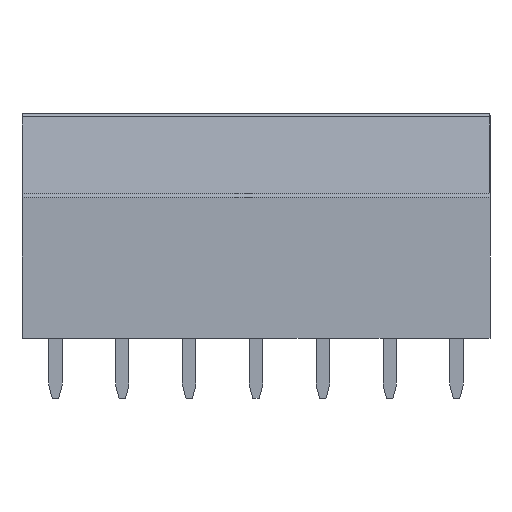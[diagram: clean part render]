
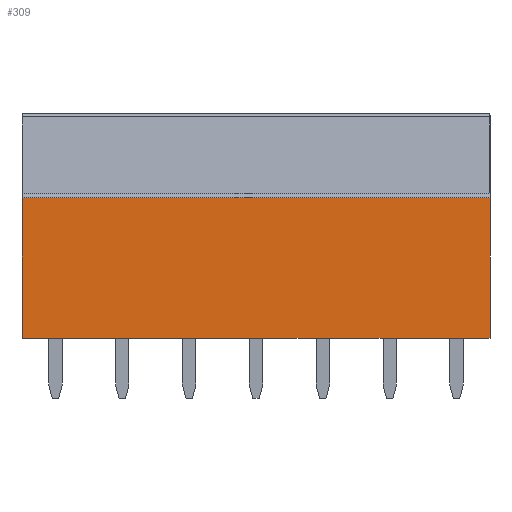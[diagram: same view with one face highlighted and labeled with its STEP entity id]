
A CAD part, front view. The second image highlights one B-rep face of the part: STEP entity #309.
In plain terms, the highlighted planar face has unit normal (0, -1, 0).
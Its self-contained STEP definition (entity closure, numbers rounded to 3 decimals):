
#309 = ADVANCED_FACE( '', ( #846 ), #847, .T. );
#846 = FACE_OUTER_BOUND( '', #1663, .T. );
#847 = PLANE( '', #1664 );
#1663 = EDGE_LOOP( '', ( #2564, #2565, #2566, #2567 ) );
#1664 = AXIS2_PLACEMENT_3D( '', #2568, #2569, #2570 );
#2564 = ORIENTED_EDGE( '', *, *, #4685, .T. );
#2565 = ORIENTED_EDGE( '', *, *, #4686, .T. );
#2566 = ORIENTED_EDGE( '', *, *, #4687, .T. );
#2567 = ORIENTED_EDGE( '', *, *, #4688, .T. );
#2568 = CARTESIAN_POINT( '', ( 217.987, 92.148, 5.1 ) );
#2569 = DIRECTION( '', ( 0., -1., 0. ) );
#2570 = DIRECTION( '', ( 0., 0., 1. ) );
#4685 = EDGE_CURVE( '', #5596, #5597, #5598, .T. );
#4686 = EDGE_CURVE( '', #5597, #5599, #5600, .T. );
#4687 = EDGE_CURVE( '', #5599, #5601, #5602, .T. );
#4688 = EDGE_CURVE( '', #5601, #5596, #5603, .T. );
#5596 = VERTEX_POINT( '', #6903 );
#5597 = VERTEX_POINT( '', #6904 );
#5598 = LINE( '', #6905, #6906 );
#5599 = VERTEX_POINT( '', #6907 );
#5600 = LINE( '', #6908, #6909 );
#5601 = VERTEX_POINT( '', #6910 );
#5602 = LINE( '', #6911, #6912 );
#5603 = LINE( '', #6913, #6914 );
#6903 = CARTESIAN_POINT( '', ( 194.737, 92.148, 0. ) );
#6904 = CARTESIAN_POINT( '', ( 229.737, 92.148, 0. ) );
#6905 = CARTESIAN_POINT( '', ( 214.737, 92.148, 0. ) );
#6906 = VECTOR( '', #8526, 1000. );
#6907 = CARTESIAN_POINT( '', ( 229.737, 92.148, 10.5 ) );
#6908 = CARTESIAN_POINT( '', ( 229.737, 92.148, 5.1 ) );
#6909 = VECTOR( '', #8527, 1000. );
#6910 = CARTESIAN_POINT( '', ( 194.737, 92.148, 10.5 ) );
#6911 = CARTESIAN_POINT( '', ( 229.737, 92.148, 10.5 ) );
#6912 = VECTOR( '', #8528, 1000. );
#6913 = CARTESIAN_POINT( '', ( 194.737, 92.148, 5.1 ) );
#6914 = VECTOR( '', #8529, 1000. );
#8526 = DIRECTION( '', ( 1., 0., 0. ) );
#8527 = DIRECTION( '', ( 0., 0., 1. ) );
#8528 = DIRECTION( '', ( -1., 0., 0. ) );
#8529 = DIRECTION( '', ( 0., 0., -1. ) );
